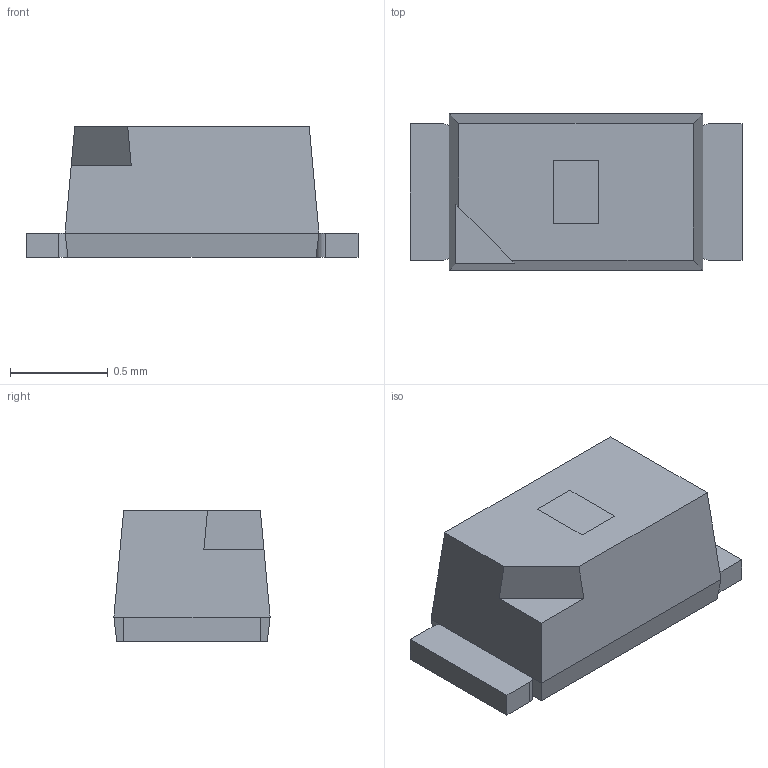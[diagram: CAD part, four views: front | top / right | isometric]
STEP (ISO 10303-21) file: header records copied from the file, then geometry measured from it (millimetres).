
FILE_DESCRIPTION((''),'2;1');
FILE_NAME('LED_OSRAM_LGL29K.stp','2012-04-24T17:31:33',(''),(''),'Mechanical Desktop 2011','Mechanical Desktop 2011',', , ');
FILE_SCHEMA(('AUTOMOTIVE_DESIGN { 1 2 10303 214 1 1 1 1 }'));
Length unit declared in the file: millimetre
Products named in the file (1): Product
Bounding box: 1.7 x 0.8 x 0.67 mm (x, y, z)
Volume: 0.7 mm3; surface area: 7.9 mm2
Topology: 5 solids, 5 shells, 41 faces, 90 edges, 60 vertices
Faces by surface type: plane 26, bspline 11, cylinder 4
Entity records: 1167 total; most frequent: CARTESIAN_POINT 225, ORIENTED_EDGE 180, DIRECTION 160, EDGE_CURVE 90, VECTOR 82, LINE 82, VERTEX_POINT 60, EDGE_LOOP 42
